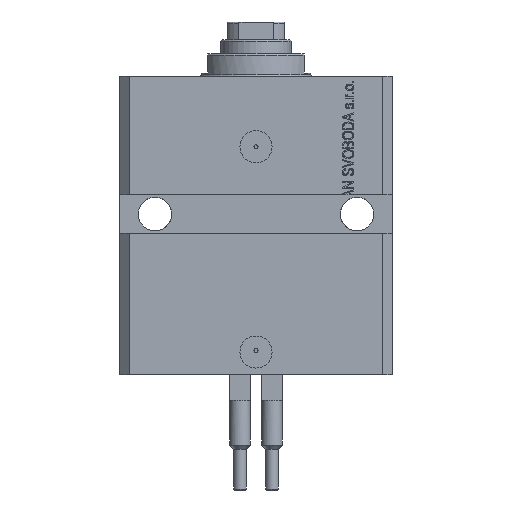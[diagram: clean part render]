
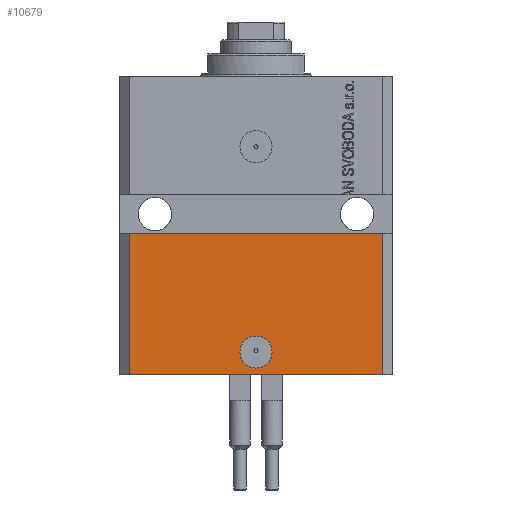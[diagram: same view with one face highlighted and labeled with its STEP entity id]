
A CAD part, front view. The second image highlights one B-rep face of the part: STEP entity #10679.
In plain terms, the highlighted planar face has unit normal (0, -1, 0).
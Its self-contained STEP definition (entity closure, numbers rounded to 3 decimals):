
#93 = CARTESIAN_POINT ( 'NONE',  ( 5., -31.5, -86. ) ) ;
#919 = AXIS2_PLACEMENT_3D ( 'NONE', #48832, #40704, #10756 ) ;
#3549 = DIRECTION ( 'NONE',  ( 0., 0., 1. ) ) ;
#3613 = PLANE ( 'NONE',  #18565 ) ;
#4527 = EDGE_CURVE ( 'NONE', #26450, #6607, #27811, .T. ) ;
#6607 = VERTEX_POINT ( 'NONE', #93 ) ;
#8047 = DIRECTION ( 'NONE',  ( 0., -1., 0. ) ) ;
#8293 = EDGE_LOOP ( 'NONE', ( #20116, #21586 ) ) ;
#8919 = DIRECTION ( 'NONE',  ( 0., 0., 1. ) ) ;
#9818 = VERTEX_POINT ( 'NONE', #34581 ) ;
#10245 = EDGE_CURVE ( 'NONE', #9818, #29367, #48823, .T. ) ;
#10679 = ADVANCED_FACE ( 'NONE', ( #37764, #11532 ), #3613, .T. ) ;
#10756 = DIRECTION ( 'NONE',  ( 1., 0., 0. ) ) ;
#11198 = CARTESIAN_POINT ( 'NONE',  ( 0., -31.5, -86. ) ) ;
#11532 = FACE_OUTER_BOUND ( 'NONE', #48771, .T. ) ;
#11612 = CARTESIAN_POINT ( 'NONE',  ( -42.5, -31.5, -49. ) ) ;
#12642 = CARTESIAN_POINT ( 'NONE',  ( 39.5, -31.5, -93. ) ) ;
#14045 = CARTESIAN_POINT ( 'NONE',  ( -39.5, -31.5, -49. ) ) ;
#15333 = DIRECTION ( 'NONE',  ( 1., 0., 0. ) ) ;
#15941 = CARTESIAN_POINT ( 'NONE',  ( -39.5, -31.5, -93. ) ) ;
#18565 = AXIS2_PLACEMENT_3D ( 'NONE', #34523, #8047, #30582 ) ;
#18742 = VECTOR ( 'NONE', #8919, 1000. ) ;
#20116 = ORIENTED_EDGE ( 'NONE', *, *, #20304, .F. ) ;
#20304 = EDGE_CURVE ( 'NONE', #6607, #26450, #37874, .T. ) ;
#20558 = LINE ( 'NONE', #12642, #18742 ) ;
#21586 = ORIENTED_EDGE ( 'NONE', *, *, #4527, .F. ) ;
#26450 = VERTEX_POINT ( 'NONE', #33972 ) ;
#26579 = DIRECTION ( 'NONE',  ( 1., 0., 0. ) ) ;
#27811 = CIRCLE ( 'NONE', #919, 5. ) ;
#28394 = AXIS2_PLACEMENT_3D ( 'NONE', #11198, #30013, #36708 ) ;
#29276 = CARTESIAN_POINT ( 'NONE',  ( 39.5, -31.5, -49. ) ) ;
#29367 = VERTEX_POINT ( 'NONE', #14045 ) ;
#29623 = VECTOR ( 'NONE', #3549, 1000. ) ;
#30013 = DIRECTION ( 'NONE',  ( 0., -1., 0. ) ) ;
#30582 = DIRECTION ( 'NONE',  ( 0., 0., -1. ) ) ;
#31562 = VERTEX_POINT ( 'NONE', #29276 ) ;
#32136 = CARTESIAN_POINT ( 'NONE',  ( 39.5, -31.5, -93. ) ) ;
#33972 = CARTESIAN_POINT ( 'NONE',  ( -5., -31.5, -86. ) ) ;
#34523 = CARTESIAN_POINT ( 'NONE',  ( -39.5, -31.5, -93. ) ) ;
#34581 = CARTESIAN_POINT ( 'NONE',  ( -39.5, -31.5, -93. ) ) ;
#34733 = LINE ( 'NONE', #15941, #39937 ) ;
#36708 = DIRECTION ( 'NONE',  ( 1., 0., 0. ) ) ;
#37459 = CARTESIAN_POINT ( 'NONE',  ( -39.5, -31.5, -93. ) ) ;
#37526 = VECTOR ( 'NONE', #15333, 1000. ) ;
#37764 = FACE_BOUND ( 'NONE', #8293, .T. ) ;
#37867 = ORIENTED_EDGE ( 'NONE', *, *, #38828, .T. ) ;
#37874 = CIRCLE ( 'NONE', #28394, 5. ) ;
#38828 = EDGE_CURVE ( 'NONE', #45107, #31562, #20558, .T. ) ;
#39937 = VECTOR ( 'NONE', #26579, 1000. ) ;
#40704 = DIRECTION ( 'NONE',  ( 0., -1., 0. ) ) ;
#40859 = EDGE_CURVE ( 'NONE', #29367, #31562, #45742, .T. ) ;
#41472 = ORIENTED_EDGE ( 'NONE', *, *, #10245, .F. ) ;
#41754 = EDGE_CURVE ( 'NONE', #9818, #45107, #34733, .T. ) ;
#42870 = ORIENTED_EDGE ( 'NONE', *, *, #41754, .T. ) ;
#45107 = VERTEX_POINT ( 'NONE', #32136 ) ;
#45211 = ORIENTED_EDGE ( 'NONE', *, *, #40859, .F. ) ;
#45742 = LINE ( 'NONE', #11612, #37526 ) ;
#48771 = EDGE_LOOP ( 'NONE', ( #45211, #41472, #42870, #37867 ) ) ;
#48823 = LINE ( 'NONE', #37459, #29623 ) ;
#48832 = CARTESIAN_POINT ( 'NONE',  ( 0., -31.5, -86. ) ) ;
